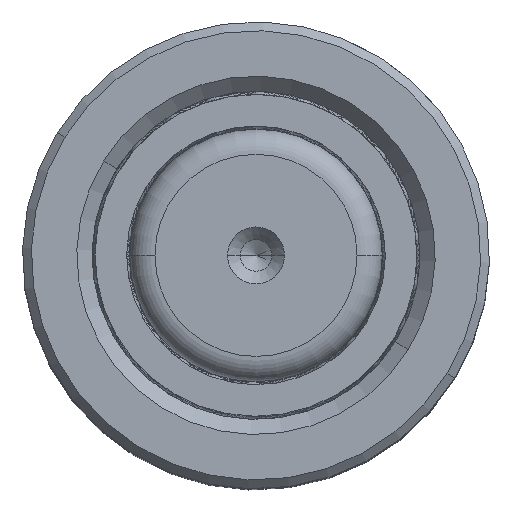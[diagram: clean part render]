
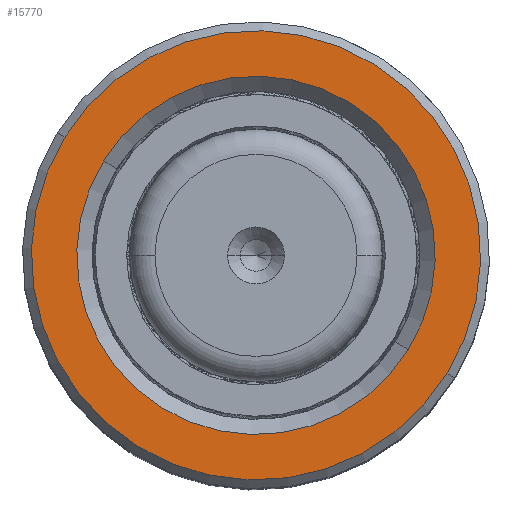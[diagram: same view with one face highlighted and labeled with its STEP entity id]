
A CAD part, top view. The second image highlights one B-rep face of the part: STEP entity #15770.
In plain terms, the highlighted planar face has unit normal (0, 0, 1).
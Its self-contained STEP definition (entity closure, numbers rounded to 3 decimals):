
#2982 = CARTESIAN_POINT ( 'NONE',  ( 0., 0., 60. ) ) ;
#4464 = DIRECTION ( 'NONE',  ( 0., 0., 1. ) ) ;
#5272 = FACE_OUTER_BOUND ( 'NONE', #28181, .T. ) ;
#8052 = AXIS2_PLACEMENT_3D ( 'NONE', #23899, #4464, #26947 ) ;
#9493 = VERTEX_POINT ( 'NONE', #23298 ) ;
#10036 = AXIS2_PLACEMENT_3D ( 'NONE', #34713, #28702, #17756 ) ;
#11305 = DIRECTION ( 'NONE',  ( 0., 0., -1. ) ) ;
#12345 = EDGE_CURVE ( 'NONE', #16271, #31533, #31735, .T. ) ;
#13059 = DIRECTION ( 'NONE',  ( 0., 0., 1. ) ) ;
#15770 = ADVANCED_FACE ( 'NONE', ( #5272, #32113 ), #32243, .T. ) ;
#15892 = DIRECTION ( 'NONE',  ( 1., 0., 0. ) ) ;
#16271 = VERTEX_POINT ( 'NONE', #26307 ) ;
#17358 = ORIENTED_EDGE ( 'NONE', *, *, #34225, .T. ) ;
#17756 = DIRECTION ( 'NONE',  ( 1., 0., 0. ) ) ;
#18275 = ORIENTED_EDGE ( 'NONE', *, *, #12345, .T. ) ;
#19434 = DIRECTION ( 'NONE',  ( 1., 0., 0. ) ) ;
#23082 = CIRCLE ( 'NONE', #10036, 17.8 ) ;
#23298 = CARTESIAN_POINT ( 'NONE',  ( 17.8, 0., 60. ) ) ;
#23549 = DIRECTION ( 'NONE',  ( 0., 0., -1. ) ) ;
#23899 = CARTESIAN_POINT ( 'NONE',  ( 0., 0., 60. ) ) ;
#24184 = AXIS2_PLACEMENT_3D ( 'NONE', #27098, #13059, #15892 ) ;
#26077 = EDGE_CURVE ( 'NONE', #29142, #9493, #34100, .T. ) ;
#26307 = CARTESIAN_POINT ( 'NONE',  ( -14.2, 0., 60. ) ) ;
#26947 = DIRECTION ( 'NONE',  ( 1., 0., 0. ) ) ;
#27098 = CARTESIAN_POINT ( 'NONE',  ( 0., 0., 60. ) ) ;
#27295 = EDGE_CURVE ( 'NONE', #9493, #29142, #23082, .T. ) ;
#28061 = AXIS2_PLACEMENT_3D ( 'NONE', #36249, #11305, #19434 ) ;
#28181 = EDGE_LOOP ( 'NONE', ( #35250, #33130 ) ) ;
#28328 = DIRECTION ( 'NONE',  ( 1., 0., 0. ) ) ;
#28702 = DIRECTION ( 'NONE',  ( 0., 0., 1. ) ) ;
#28738 = AXIS2_PLACEMENT_3D ( 'NONE', #2982, #23549, #28328 ) ;
#29142 = VERTEX_POINT ( 'NONE', #34548 ) ;
#30542 = CARTESIAN_POINT ( 'NONE',  ( 14.2, 0., 60. ) ) ;
#31533 = VERTEX_POINT ( 'NONE', #30542 ) ;
#31735 = CIRCLE ( 'NONE', #28061, 14.2 ) ;
#32113 = FACE_BOUND ( 'NONE', #33619, .T. ) ;
#32243 = PLANE ( 'NONE',  #8052 ) ;
#33130 = ORIENTED_EDGE ( 'NONE', *, *, #27295, .T. ) ;
#33619 = EDGE_LOOP ( 'NONE', ( #17358, #18275 ) ) ;
#34100 = CIRCLE ( 'NONE', #24184, 17.8 ) ;
#34225 = EDGE_CURVE ( 'NONE', #31533, #16271, #36273, .T. ) ;
#34548 = CARTESIAN_POINT ( 'NONE',  ( -17.8, 0., 60. ) ) ;
#34713 = CARTESIAN_POINT ( 'NONE',  ( 0., 0., 60. ) ) ;
#35250 = ORIENTED_EDGE ( 'NONE', *, *, #26077, .T. ) ;
#36249 = CARTESIAN_POINT ( 'NONE',  ( 0., 0., 60. ) ) ;
#36273 = CIRCLE ( 'NONE', #28738, 14.2 ) ;
